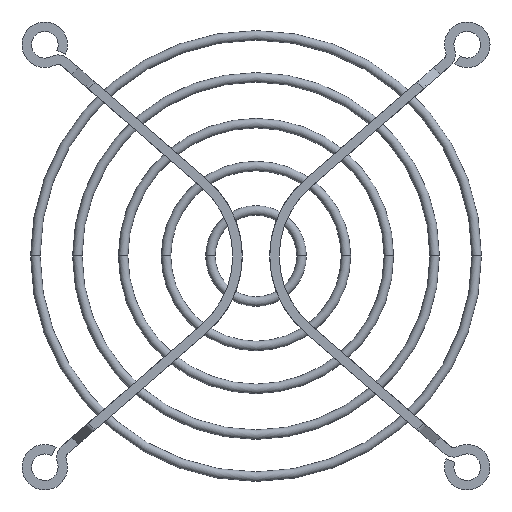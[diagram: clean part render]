
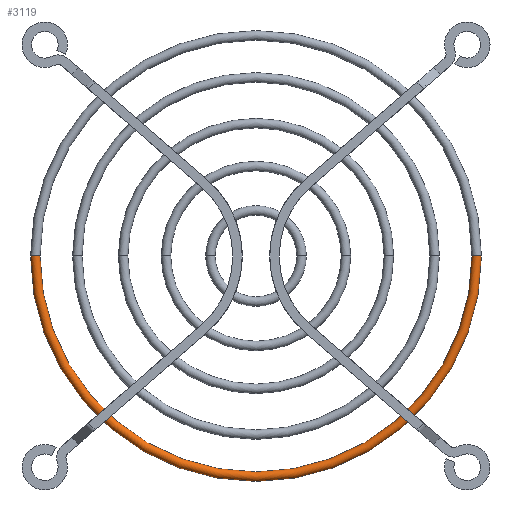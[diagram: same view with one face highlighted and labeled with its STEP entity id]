
A CAD part, front view. The second image highlights one B-rep face of the part: STEP entity #3119.
In plain terms, the highlighted toroidal (fillet/blend) face has major radius 37.3 mm and minor radius 0.8 mm.
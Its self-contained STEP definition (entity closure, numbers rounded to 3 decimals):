
#3039=CARTESIAN_POINT('POINT9314',(38.1,-2.6,
   0.));
#3040=VERTEX_POINT('VERTEX9314',#3039);
#3041=CARTESIAN_POINT('POINT9315',(-38.1,-2.6,
   0.));
#3042=VERTEX_POINT('VERTEX9315',#3041);
#3043=CARTESIAN_POINT('POS14504',(0.,-2.6,0.));
#3044=DIRECTION('DIR23504',(0.,1.,0.));
#3045=DIRECTION('DIR23505',(0.,0.,1.));
#3046=AXIS2_PLACEMENT_3D('AXIS9001',#3043,#3044,#3045);
#3047=CIRCLE('ELLIPSE5431',#3046,38.1);
#3048=EDGE_CURVE('EDGE13674',#3040,#3042,#3047,.T.);
#3050=CARTESIAN_POINT('POINT9316',(-36.5,-2.6,
   0.));
#3051=VERTEX_POINT('VERTEX9316',#3050);
#3052=CARTESIAN_POINT('POS14505',(-37.3,-2.6,
   0.));
#3053=DIRECTION('DIR23506',(0.,0.,-1.));
#3054=DIRECTION('DIR23507',(-1.,0.,0.));
#3055=AXIS2_PLACEMENT_3D('AXIS9002',#3052,#3053,#3054);
#3056=CIRCLE('ELLIPSE5432',#3055,0.8);
#3059=CARTESIAN_POINT('POINT9317',(36.5,-2.6,
   0.));
#3060=VERTEX_POINT('VERTEX9317',#3059);
#3061=CARTESIAN_POINT('POS14506',(0.,-2.6,0.));
#3062=DIRECTION('DIR23508',(0.,-1.,0.));
#3063=DIRECTION('DIR23509',(0.,0.,1.));
#3064=AXIS2_PLACEMENT_3D('AXIS9003',#3061,#3062,#3063);
#3065=CIRCLE('ELLIPSE5433',#3064,36.5);
#3066=EDGE_CURVE('EDGE13676',#3051,#3060,#3065,.T.);
#3068=CARTESIAN_POINT('POS14507',(37.3,-2.6,
   0.));
#3069=DIRECTION('DIR23510',(0.,0.,-1.));
#3070=DIRECTION('DIR23511',(1.,0.,0.));
#3071=AXIS2_PLACEMENT_3D('AXIS9004',#3068,#3069,#3070);
#3072=CIRCLE('ELLIPSE5434',#3071,0.8);
#3077=CARTESIAN_POINT('POS14508',(0.,-2.6,0.));
#3078=DIRECTION('DIR23512',(0.,1.,0.));
#3079=DIRECTION('DIR23513',(-1.,0.,0.));
#3080=AXIS2_PLACEMENT_3D('AXIS9005',#3077,#3078,#3079);
#3081=TOROIDAL_SURFACE('TORUS54',#3080,37.3,0.8);
#3083=ORIENTED_EDGE('COEDGE27353',*,*,#3048,.F.);
#3084=EDGE_CURVE('EDGE13678',#3040,#3060,#3072,.T.);
#3085=ORIENTED_EDGE('COEDGE27354',*,*,#3084,.T.);
#3086=ORIENTED_EDGE('COEDGE27355',*,*,#3066,.F.);
#3087=EDGE_CURVE('EDGE13679',#3051,#3042,#3056,.T.);
#3088=ORIENTED_EDGE('COEDGE27356',*,*,#3087,.T.);
#3089=EDGE_LOOP('NONE',(#3083,#3085,#3086,#3088));
#3090=FACE_BOUND('LOOP1',#3089,.T.);
#3091=CARTESIAN_POINT('POINT9318',(-25.126,
   -3.4,-27.568));
#3092=VERTEX_POINT('VERTEX9318',#3091);
#3093=CARTESIAN_POINT('POINT9319',(-26.29,
   -3.4,-26.46));
#3094=VERTEX_POINT('VERTEX9319',#3093);
#3095=CARTESIAN_POINT('POS14509',(0.,
   -3.4,0.));
#3096=DIRECTION('DIR23514',(0.,1.,0.));
#3097=DIRECTION('DIR23515',(0.,0.,1.));
#3098=AXIS2_PLACEMENT_3D('AXIS9006',#3095,#3096,#3097);
#3099=CIRCLE('ELLIPSE5435',#3098,37.3);
#3100=EDGE_CURVE('EDGE13680',#3092,#3094,#3099,.T.);
#3101=ORIENTED_EDGE('COEDGE27357',*,*,#3100,.T.);
#3102=ORIENTED_EDGE('COEDGE27358',*,*,#3100,.F.);
#3103=EDGE_LOOP('NONE',(#3101,#3102));
#3104=FACE_BOUND('LOOP1',#3103,.T.);
#3105=CARTESIAN_POINT('POINT9320',(26.29,
   -3.4,-26.46));
#3106=VERTEX_POINT('VERTEX9320',#3105);
#3107=CARTESIAN_POINT('POINT9321',(25.126,
   -3.4,-27.568));
#3108=VERTEX_POINT('VERTEX9321',#3107);
#3109=CARTESIAN_POINT('POS14510',(0.,
   -3.4,0.));
#3110=DIRECTION('DIR23516',(0.,1.,0.));
#3111=DIRECTION('DIR23517',(0.,0.,1.));
#3112=AXIS2_PLACEMENT_3D('AXIS9007',#3109,#3110,#3111);
#3113=CIRCLE('ELLIPSE5436',#3112,37.3);
#3114=EDGE_CURVE('EDGE13681',#3106,#3108,#3113,.T.);
#3115=ORIENTED_EDGE('COEDGE27359',*,*,#3114,.T.);
#3116=ORIENTED_EDGE('COEDGE27360',*,*,#3114,.F.);
#3117=EDGE_LOOP('NONE',(#3115,#3116));
#3118=FACE_BOUND('LOOP1',#3117,.T.);
#3119=ADVANCED_FACE('FACE4815',(#3090,#3104,#3118),#3081,.T.);
